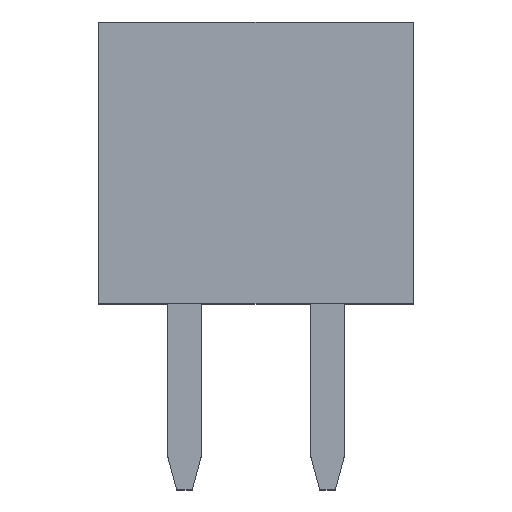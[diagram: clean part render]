
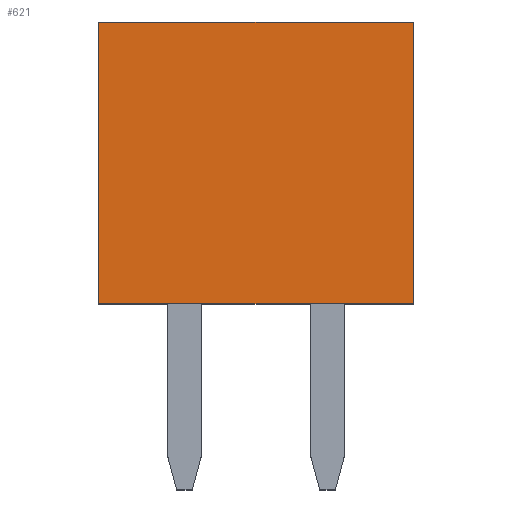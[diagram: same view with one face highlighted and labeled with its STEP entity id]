
A CAD part, top view. The second image highlights one B-rep face of the part: STEP entity #621.
In plain terms, the highlighted planar face has unit normal (0, 0, 1).
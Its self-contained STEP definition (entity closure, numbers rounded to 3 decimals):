
#221 = VECTOR ( 'NONE', #5492, 1000. ) ;
#226 = EDGE_CURVE ( 'NONE', #897, #4026, #5457, .T. ) ;
#403 = DIRECTION ( 'NONE',  ( 0., 1., 0. ) ) ;
#438 = DIRECTION ( 'NONE',  ( 0., 0., -1. ) ) ;
#453 = ORIENTED_EDGE ( 'NONE', *, *, #5172, .F. ) ;
#582 = DIRECTION ( 'NONE',  ( -1., 0., 0. ) ) ;
#621 = ADVANCED_FACE ( 'NONE', ( #5946 ), #6467, .F. ) ;
#721 = VERTEX_POINT ( 'NONE', #4199 ) ;
#732 = CARTESIAN_POINT ( 'NONE',  ( 4.06, 0., 3.75 ) ) ;
#897 = VERTEX_POINT ( 'NONE', #4386 ) ;
#1276 = EDGE_CURVE ( 'NONE', #1726, #4026, #5526, .T. ) ;
#1726 = VERTEX_POINT ( 'NONE', #3934 ) ;
#1753 = VECTOR ( 'NONE', #582, 1000. ) ;
#1867 = CARTESIAN_POINT ( 'NONE',  ( 4.06, 0., 3.75 ) ) ;
#2082 = AXIS2_PLACEMENT_3D ( 'NONE', #5030, #438, #5066 ) ;
#2437 = EDGE_CURVE ( 'NONE', #721, #1726, #6363, .T. ) ;
#2542 = EDGE_LOOP ( 'NONE', ( #6114, #453, #4343, #5614 ) ) ;
#2572 = LINE ( 'NONE', #732, #1753 ) ;
#3124 = VECTOR ( 'NONE', #4565, 1000. ) ;
#3488 = CARTESIAN_POINT ( 'NONE',  ( 4.06, 5., 3.75 ) ) ;
#3878 = VECTOR ( 'NONE', #403, 1000. ) ;
#3934 = CARTESIAN_POINT ( 'NONE',  ( 4.06, 5., 3.75 ) ) ;
#4026 = VERTEX_POINT ( 'NONE', #6205 ) ;
#4199 = CARTESIAN_POINT ( 'NONE',  ( 4.06, 0., 3.75 ) ) ;
#4343 = ORIENTED_EDGE ( 'NONE', *, *, #2437, .T. ) ;
#4386 = CARTESIAN_POINT ( 'NONE',  ( -1.52, 0., 3.75 ) ) ;
#4565 = DIRECTION ( 'NONE',  ( 0., 1., 0. ) ) ;
#5030 = CARTESIAN_POINT ( 'NONE',  ( 4.06, 0., 3.75 ) ) ;
#5066 = DIRECTION ( 'NONE',  ( 0., -1., 0. ) ) ;
#5172 = EDGE_CURVE ( 'NONE', #721, #897, #2572, .T. ) ;
#5457 = LINE ( 'NONE', #6442, #3124 ) ;
#5492 = DIRECTION ( 'NONE',  ( -1., 0., 0. ) ) ;
#5526 = LINE ( 'NONE', #3488, #221 ) ;
#5614 = ORIENTED_EDGE ( 'NONE', *, *, #1276, .T. ) ;
#5946 = FACE_OUTER_BOUND ( 'NONE', #2542, .T. ) ;
#6114 = ORIENTED_EDGE ( 'NONE', *, *, #226, .F. ) ;
#6205 = CARTESIAN_POINT ( 'NONE',  ( -1.52, 5., 3.75 ) ) ;
#6363 = LINE ( 'NONE', #1867, #3878 ) ;
#6442 = CARTESIAN_POINT ( 'NONE',  ( -1.52, 0., 3.75 ) ) ;
#6467 = PLANE ( 'NONE',  #2082 ) ;
